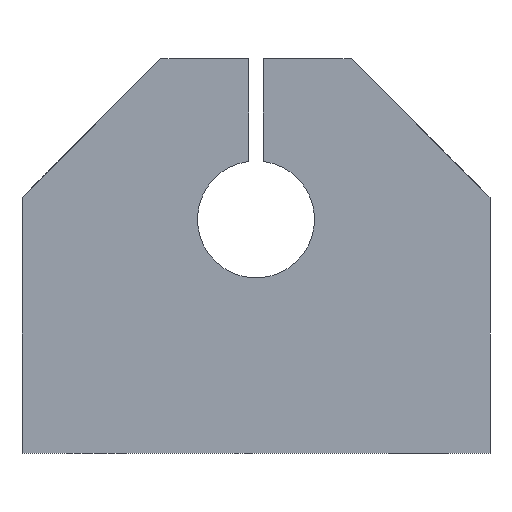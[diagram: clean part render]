
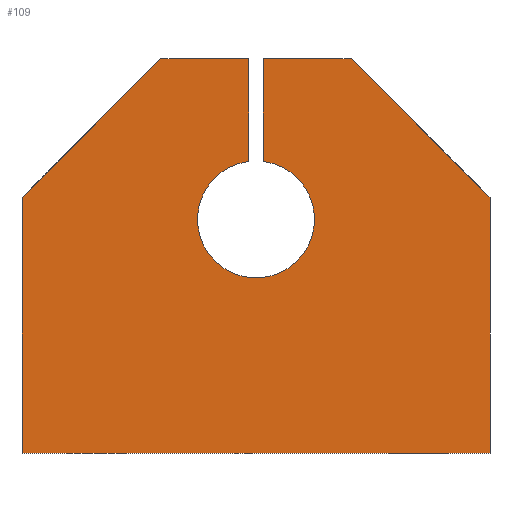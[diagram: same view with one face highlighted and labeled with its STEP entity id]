
A CAD part, front view. The second image highlights one B-rep face of the part: STEP entity #109.
In plain terms, the highlighted planar face has unit normal (0, -1, 0).
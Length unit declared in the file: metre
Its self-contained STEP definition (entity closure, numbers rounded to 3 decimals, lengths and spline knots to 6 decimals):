
#109 = ADVANCED_FACE( '', ( #227 ), #228, .F. );
#227 = FACE_OUTER_BOUND( '', #336, .T. );
#228 = PLANE( '', #337 );
#336 = EDGE_LOOP( '', ( #562, #563, #564, #565, #566, #567, #568, #569, #570, #571 ) );
#337 = AXIS2_PLACEMENT_3D( '', #572, #573, #574 );
#562 = ORIENTED_EDGE( '', *, *, #594, .T. );
#563 = ORIENTED_EDGE( '', *, *, #576, .F. );
#564 = ORIENTED_EDGE( '', *, *, #652, .F. );
#565 = ORIENTED_EDGE( '', *, *, #630, .F. );
#566 = ORIENTED_EDGE( '', *, *, #655, .F. );
#567 = ORIENTED_EDGE( '', *, *, #599, .F. );
#568 = ORIENTED_EDGE( '', *, *, #644, .F. );
#569 = ORIENTED_EDGE( '', *, *, #638, .F. );
#570 = ORIENTED_EDGE( '', *, *, #606, .T. );
#571 = ORIENTED_EDGE( '', *, *, #591, .T. );
#572 = CARTESIAN_POINT( '', ( -0.016, -0.008, 0. ) );
#573 = DIRECTION( '', ( 0., 1., 0. ) );
#574 = DIRECTION( '', ( 0., 0., 1. ) );
#576 = EDGE_CURVE( '', #665, #666, #667, .T. );
#591 = EDGE_CURVE( '', #694, #692, #695, .T. );
#594 = EDGE_CURVE( '', #692, #666, #698, .T. );
#599 = EDGE_CURVE( '', #704, #706, #707, .T. );
#606 = EDGE_CURVE( '', #717, #694, #718, .T. );
#630 = EDGE_CURVE( '', #755, #757, #758, .T. );
#638 = EDGE_CURVE( '', #717, #767, #768, .T. );
#644 = EDGE_CURVE( '', #767, #704, #774, .T. );
#652 = EDGE_CURVE( '', #757, #665, #783, .T. );
#655 = EDGE_CURVE( '', #706, #755, #787, .T. );
#665 = VERTEX_POINT( '', #798 );
#666 = VERTEX_POINT( '', #799 );
#667 = LINE( '', #800, #801 );
#692 = VERTEX_POINT( '', #835 );
#694 = VERTEX_POINT( '', #838 );
#695 = CIRCLE( '', #839, 0.004 );
#698 = LINE( '', #843, #844 );
#704 = VERTEX_POINT( '', #852 );
#706 = VERTEX_POINT( '', #855 );
#707 = LINE( '', #856, #857 );
#717 = VERTEX_POINT( '', #931 );
#718 = LINE( '', #932, #933 );
#755 = VERTEX_POINT( '', #981 );
#757 = VERTEX_POINT( '', #984 );
#758 = LINE( '', #985, #986 );
#767 = VERTEX_POINT( '', #1000 );
#768 = LINE( '', #1001, #1002 );
#774 = LINE( '', #1011, #1012 );
#783 = LINE( '', #1023, #1024 );
#787 = LINE( '', #1028, #1029 );
#798 = CARTESIAN_POINT( '', ( -0.0065, -0.008, 0.027 ) );
#799 = CARTESIAN_POINT( '', ( -0.0005, -0.008, 0.027 ) );
#800 = CARTESIAN_POINT( '', ( -0.0065, -0.008, 0.027 ) );
#801 = VECTOR( '', #1039, 1. );
#835 = CARTESIAN_POINT( '', ( -0.0005, -0.008, 0.019969 ) );
#838 = CARTESIAN_POINT( '', ( 0.0005, -0.008, 0.019969 ) );
#839 = AXIS2_PLACEMENT_3D( '', #1056, #1057, #1058 );
#843 = CARTESIAN_POINT( '', ( -0.0005, -0.008, 0.016 ) );
#844 = VECTOR( '', #1060, 1. );
#852 = CARTESIAN_POINT( '', ( 0.016, -0.008, 0.0175 ) );
#855 = CARTESIAN_POINT( '', ( 0.016, -0.008, 0. ) );
#856 = CARTESIAN_POINT( '', ( 0.016, -0.008, 0.0175 ) );
#857 = VECTOR( '', #1064, 1. );
#931 = CARTESIAN_POINT( '', ( 0.0005, -0.008, 0.027 ) );
#932 = CARTESIAN_POINT( '', ( 0.0005, -0.008, 0.027 ) );
#933 = VECTOR( '', #1072, 1. );
#981 = CARTESIAN_POINT( '', ( -0.016, -0.008, 0. ) );
#984 = CARTESIAN_POINT( '', ( -0.016, -0.008, 0.0175 ) );
#985 = CARTESIAN_POINT( '', ( -0.016, -0.008, 0. ) );
#986 = VECTOR( '', #1100, 1. );
#1000 = CARTESIAN_POINT( '', ( 0.0065, -0.008, 0.027 ) );
#1001 = CARTESIAN_POINT( '', ( -0.0065, -0.008, 0.027 ) );
#1002 = VECTOR( '', #1106, 1. );
#1011 = CARTESIAN_POINT( '', ( 0.0065, -0.008, 0.027 ) );
#1012 = VECTOR( '', #1110, 1. );
#1023 = CARTESIAN_POINT( '', ( -0.016, -0.008, 0.0175 ) );
#1024 = VECTOR( '', #1116, 1. );
#1028 = CARTESIAN_POINT( '', ( 0.016, -0.008, 0. ) );
#1029 = VECTOR( '', #1120, 1. );
#1039 = DIRECTION( '', ( 1., 0., 0. ) );
#1056 = CARTESIAN_POINT( '', ( 0., -0.008, 0.016 ) );
#1057 = DIRECTION( '', ( 0., 1., 0. ) );
#1058 = DIRECTION( '', ( 1., 0., 0. ) );
#1060 = DIRECTION( '', ( 0., 0., 1. ) );
#1064 = DIRECTION( '', ( 0., 0., -1. ) );
#1072 = DIRECTION( '', ( 0., 0., -1. ) );
#1100 = DIRECTION( '', ( 0., 0., 1. ) );
#1106 = DIRECTION( '', ( 1., 0., 0. ) );
#1110 = DIRECTION( '', ( 0.707, 0., -0.707 ) );
#1116 = DIRECTION( '', ( 0.707, 0., 0.707 ) );
#1120 = DIRECTION( '', ( -1., 0., 0. ) );
